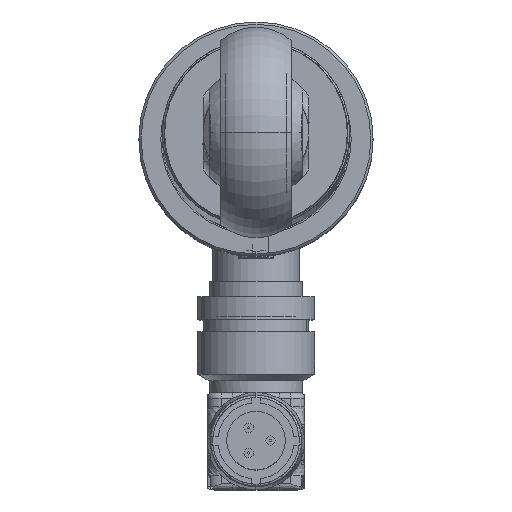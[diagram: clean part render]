
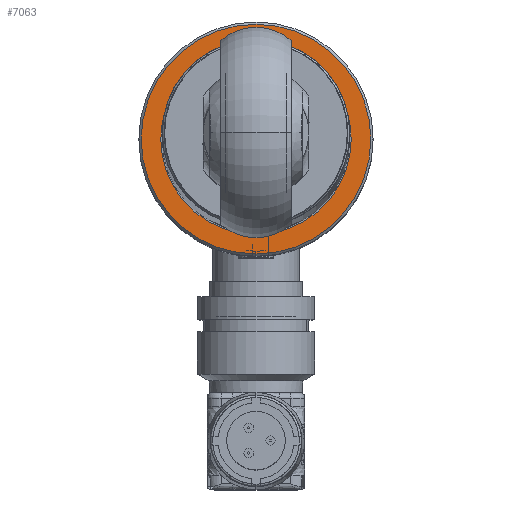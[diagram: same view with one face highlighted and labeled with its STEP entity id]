
A CAD part, top view. The second image highlights one B-rep face of the part: STEP entity #7063.
In plain terms, the highlighted planar face has unit normal (0, 0, 1).
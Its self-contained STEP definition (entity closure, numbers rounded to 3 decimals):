
#6143 = EDGE_CURVE ( 'NONE', #6743, #6928, #15057, .T. ) ;
#6743 = VERTEX_POINT ( 'NONE', #15437 ) ;
#6762 = EDGE_CURVE ( 'NONE', #6928, #6743, #15533, .T. ) ;
#6768 = EDGE_CURVE ( 'NONE', #6829, #6824, #15590, .T. ) ;
#6824 = VERTEX_POINT ( 'NONE', #15742 ) ;
#6829 = VERTEX_POINT ( 'NONE', #15803 ) ;
#6928 = VERTEX_POINT ( 'NONE', #16147 ) ;
#7060 = ORIENTED_EDGE ( 'NONE', *, *, #6768, .T. ) ;
#7063 = ADVANCED_FACE ( 'NONE', ( #16562, #16561 ), #16594, .T. ) ;
#7120 = EDGE_CURVE ( 'NONE', #6824, #6829, #16930, .T. ) ;
#7130 = EDGE_LOOP ( 'NONE', ( #7138, #7060 ) ) ;
#7133 = EDGE_LOOP ( 'NONE', ( #7873, #7540 ) ) ;
#7138 = ORIENTED_EDGE ( 'NONE', *, *, #7120, .T. ) ;
#7540 = ORIENTED_EDGE ( 'NONE', *, *, #6762, .F. ) ;
#7873 = ORIENTED_EDGE ( 'NONE', *, *, #6143, .F. ) ;
#15040 = DIRECTION ( 'NONE',  ( -1., 0., 0. ) ) ;
#15041 = DIRECTION ( 'NONE',  ( 0., 0., 1. ) ) ;
#15042 = CARTESIAN_POINT ( 'NONE',  ( 0., 0., -292.2 ) ) ;
#15043 = AXIS2_PLACEMENT_3D ( 'NONE', #15042, #15041, #15040 ) ;
#15057 = CIRCLE ( 'NONE', #15043, 8.125 ) ;
#15437 = CARTESIAN_POINT ( 'NONE',  ( -8.125, 0., -292.2 ) ) ;
#15533 = CIRCLE ( 'NONE', #15549, 8.125 ) ;
#15547 = DIRECTION ( 'NONE',  ( -1., 0., 0. ) ) ;
#15548 = DIRECTION ( 'NONE',  ( 0., 0., 1. ) ) ;
#15549 = AXIS2_PLACEMENT_3D ( 'NONE', #15554, #15548, #15547 ) ;
#15554 = CARTESIAN_POINT ( 'NONE',  ( 0., 0., -292.2 ) ) ;
#15569 = CARTESIAN_POINT ( 'NONE',  ( 0., 0., -292.2 ) ) ;
#15570 = DIRECTION ( 'NONE',  ( 0., 0., 1. ) ) ;
#15590 = CIRCLE ( 'NONE', #15626, 9.8 ) ;
#15625 = DIRECTION ( 'NONE',  ( -1., 0., 0. ) ) ;
#15626 = AXIS2_PLACEMENT_3D ( 'NONE', #15569, #15570, #15625 ) ;
#15742 = CARTESIAN_POINT ( 'NONE',  ( 9.8, 0., -292.2 ) ) ;
#15803 = CARTESIAN_POINT ( 'NONE',  ( -9.8, 0., -292.2 ) ) ;
#16147 = CARTESIAN_POINT ( 'NONE',  ( 8.125, 0., -292.2 ) ) ;
#16537 = AXIS2_PLACEMENT_3D ( 'NONE', #16576, #16575, #16574 ) ;
#16561 = FACE_BOUND ( 'NONE', #7133, .T. ) ;
#16562 = FACE_OUTER_BOUND ( 'NONE', #7130, .T. ) ;
#16574 = DIRECTION ( 'NONE',  ( -1., 0., 0. ) ) ;
#16575 = DIRECTION ( 'NONE',  ( 0., 0., 1. ) ) ;
#16576 = CARTESIAN_POINT ( 'NONE',  ( 0., 0., -292.2 ) ) ;
#16594 = PLANE ( 'NONE',  #16537 ) ;
#16921 = DIRECTION ( 'NONE',  ( -1., 0., 0. ) ) ;
#16922 = DIRECTION ( 'NONE',  ( 0., 0., 1. ) ) ;
#16923 = AXIS2_PLACEMENT_3D ( 'NONE', #16926, #16922, #16921 ) ;
#16926 = CARTESIAN_POINT ( 'NONE',  ( 0., 0., -292.2 ) ) ;
#16930 = CIRCLE ( 'NONE', #16923, 9.8 ) ;
